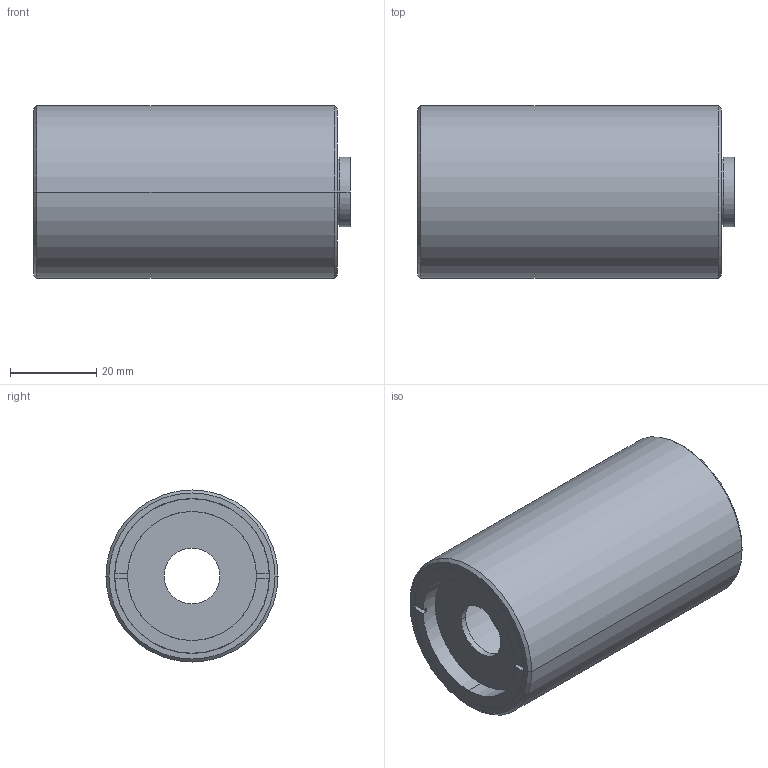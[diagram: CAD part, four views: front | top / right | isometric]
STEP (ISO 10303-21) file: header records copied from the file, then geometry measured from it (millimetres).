
FILE_DESCRIPTION(/* description */ ('VariCAD 2015-1.09 AP-214'),/* implementation_level */ '2;1');
FILE_NAME(/* name */ 'TMNX-15.stp',/* time_stamp */ '2015-05-23T02:30:34+09:00',/* author */ (''),/* organization */ (''),/* preprocessor_version */ 'ST-DEVELOPER v14',/* originating_system */ 'VariCAD 2015-1.09; kernel version (20130303)',/* authorisation */ '');
FILE_SCHEMA (('AUTOMOTIVE_DESIGN'));
Length unit declared in the file: millimetre
Products named in the file (2): TMNX-15
Assembly tree (1 placements, depth 2):
  TMNX-15
    TMNX-15
Bounding box: 73.5 x 40 x 40 mm (x, y, z)
Volume: 39466.7 mm3; surface area: 23160.5 mm2
Topology: 1 solids, 1 shells, 65 faces, 148 edges, 96 vertices
Faces by surface type: cylinder 38, plane 23, cone 4
Entity records: 1920 total; most frequent: DIRECTION 370, CARTESIAN_POINT 313, ORIENTED_EDGE 296, AXIS2_PLACEMENT_3D 153, EDGE_CURVE 148, VERTEX_POINT 96, CIRCLE 84, EDGE_LOOP 78
